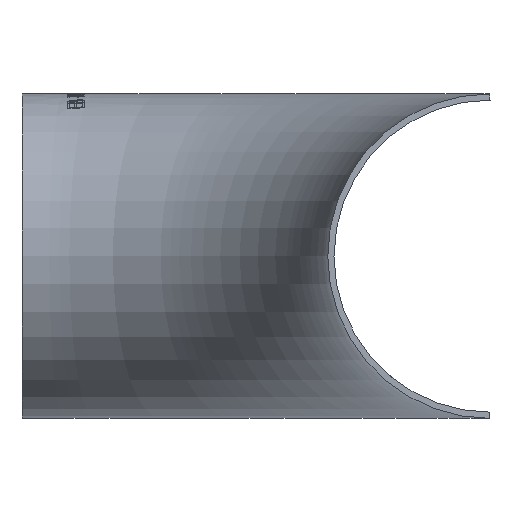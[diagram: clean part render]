
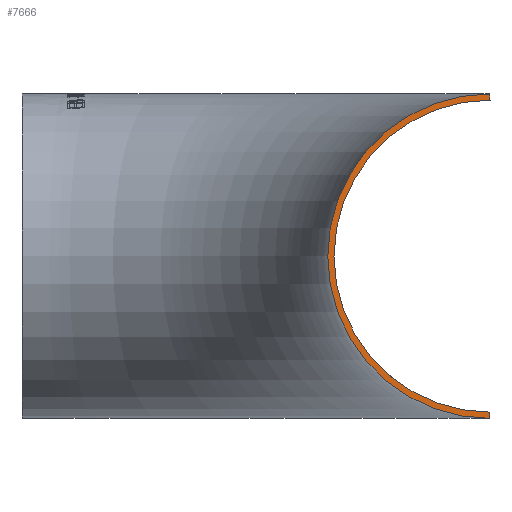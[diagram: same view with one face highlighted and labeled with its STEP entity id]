
A CAD part, left-side view. The second image highlights one B-rep face of the part: STEP entity #7666.
In plain terms, the highlighted planar face has unit normal (-1, 0, 0).
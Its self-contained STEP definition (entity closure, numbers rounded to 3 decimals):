
#138 = VERTEX_POINT ( 'NONE', #8597 ) ;
#556 = CARTESIAN_POINT ( 'NONE',  ( 0., 0., 50.4 ) ) ;
#1162 = AXIS2_PLACEMENT_3D ( 'NONE', #8645, #1931, #4059 ) ;
#1312 = EDGE_LOOP ( 'NONE', ( #5380, #6164, #7773, #6175 ) ) ;
#1929 = CARTESIAN_POINT ( 'NONE',  ( 0., 0., 50. ) ) ;
#1931 = DIRECTION ( 'NONE',  ( 1., 0., 0. ) ) ;
#1983 = VERTEX_POINT ( 'NONE', #3551 ) ;
#2018 = CARTESIAN_POINT ( 'NONE',  ( 0., 0., 0. ) ) ;
#2520 = EDGE_CURVE ( 'NONE', #138, #1983, #4674, .T. ) ;
#3467 = EDGE_CURVE ( 'NONE', #6275, #5447, #4657, .T. ) ;
#3521 = CARTESIAN_POINT ( 'NONE',  ( 0., 0., -51.6 ) ) ;
#3551 = CARTESIAN_POINT ( 'NONE',  ( 0., 0., 52. ) ) ;
#3757 = EDGE_CURVE ( 'NONE', #1983, #5447, #4809, .T. ) ;
#3915 = CARTESIAN_POINT ( 'NONE',  ( 0., 0., 52. ) ) ;
#3964 = CARTESIAN_POINT ( 'NONE',  ( 0., 0., -50. ) ) ;
#4053 = AXIS2_PLACEMENT_3D ( 'NONE', #2018, #5423, #4865 ) ;
#4059 = DIRECTION ( 'NONE',  ( 0., 0., -1. ) ) ;
#4196 = CARTESIAN_POINT ( 'NONE',  ( 0., 0., -50. ) ) ;
#4433 = DIRECTION ( 'NONE',  ( 1., 0., 0. ) ) ;
#4657 = CIRCLE ( 'NONE', #4053, 50. ) ;
#4674 = CIRCLE ( 'NONE', #7457, 52. ) ;
#4712 = PLANE ( 'NONE',  #1162 ) ;
#4809 = B_SPLINE_CURVE_WITH_KNOTS ( 'NONE', 5,
 ( #3915, #5870, #5285, #6580, #556, #1929 ),
 .UNSPECIFIED., .F., .F.,
 ( 6, 6 ),
 ( 0., 0.019 ),
 .UNSPECIFIED. ) ;
#4865 = DIRECTION ( 'NONE',  ( 0., 0., -1. ) ) ;
#4988 = FACE_OUTER_BOUND ( 'NONE', #1312, .T. ) ;
#5183 = EDGE_CURVE ( 'NONE', #6275, #138, #6209, .T. ) ;
#5285 = CARTESIAN_POINT ( 'NONE',  ( 0., 0., 51.2 ) ) ;
#5380 = ORIENTED_EDGE ( 'NONE', *, *, #5183, .F. ) ;
#5423 = DIRECTION ( 'NONE',  ( 1., 0., 0. ) ) ;
#5447 = VERTEX_POINT ( 'NONE', #6615 ) ;
#5512 = CARTESIAN_POINT ( 'NONE',  ( 0., 0., -50.8 ) ) ;
#5536 = CARTESIAN_POINT ( 'NONE',  ( 0., 0., -50.4 ) ) ;
#5564 = CARTESIAN_POINT ( 'NONE',  ( 0., 0., -51.2 ) ) ;
#5870 = CARTESIAN_POINT ( 'NONE',  ( 0., 0., 51.6 ) ) ;
#6164 = ORIENTED_EDGE ( 'NONE', *, *, #3467, .T. ) ;
#6175 = ORIENTED_EDGE ( 'NONE', *, *, #2520, .F. ) ;
#6209 = B_SPLINE_CURVE_WITH_KNOTS ( 'NONE', 5,
 ( #4196, #5536, #5512, #5564, #3521, #8225 ),
 .UNSPECIFIED., .F., .F.,
 ( 6, 6 ),
 ( 0.981, 1. ),
 .UNSPECIFIED. ) ;
#6275 = VERTEX_POINT ( 'NONE', #3964 ) ;
#6580 = CARTESIAN_POINT ( 'NONE',  ( 0., 0., 50.8 ) ) ;
#6615 = CARTESIAN_POINT ( 'NONE',  ( 0., 0., 50. ) ) ;
#7457 = AXIS2_PLACEMENT_3D ( 'NONE', #7797, #4433, #8405 ) ;
#7666 = ADVANCED_FACE ( 'NONE', ( #4988 ), #4712, .F. ) ;
#7773 = ORIENTED_EDGE ( 'NONE', *, *, #3757, .F. ) ;
#7797 = CARTESIAN_POINT ( 'NONE',  ( 0., 0., 0. ) ) ;
#8225 = CARTESIAN_POINT ( 'NONE',  ( 0., 0., -52. ) ) ;
#8405 = DIRECTION ( 'NONE',  ( 0., 0., -1. ) ) ;
#8597 = CARTESIAN_POINT ( 'NONE',  ( 0., 0., -52. ) ) ;
#8645 = CARTESIAN_POINT ( 'NONE',  ( 0., 0., 0. ) ) ;
